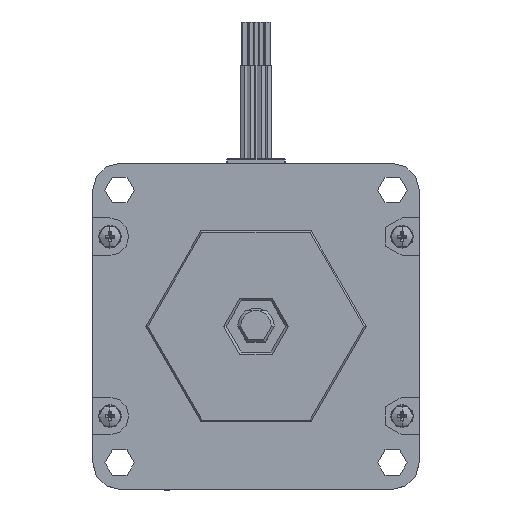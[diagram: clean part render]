
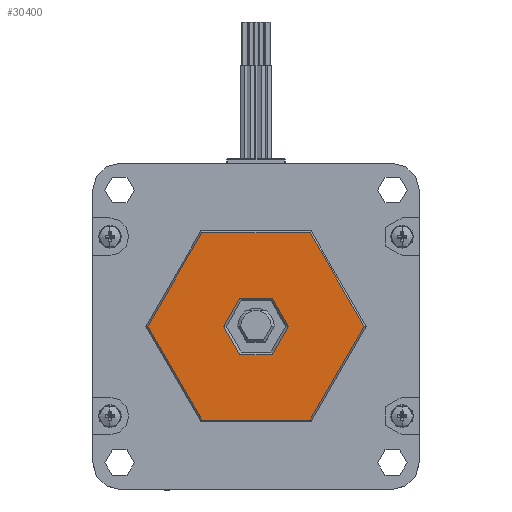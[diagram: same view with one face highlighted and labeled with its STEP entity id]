
A CAD part, top view. The second image highlights one B-rep face of the part: STEP entity #30400.
In plain terms, the highlighted planar face has unit normal (0, 0, 1).
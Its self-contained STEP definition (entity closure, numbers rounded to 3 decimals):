
#925 = CARTESIAN_POINT ( 'NONE',  ( 0., 0., 1.6 ) ) ;
#1558 = CARTESIAN_POINT ( 'NONE',  ( -5.625, 0., 1.6 ) ) ;
#3421 = AXIS2_PLACEMENT_3D ( 'NONE', #35623, #67692, #14979 ) ;
#3742 = VERTEX_POINT ( 'NONE', #66992 ) ;
#5839 = CARTESIAN_POINT ( 'NONE',  ( 0., 0., 1.6 ) ) ;
#6332 = FACE_OUTER_BOUND ( 'NONE', #27269, .T. ) ;
#7677 = DIRECTION ( 'NONE',  ( 1., 0., 0. ) ) ;
#8413 = EDGE_CURVE ( 'NONE', #3742, #65933, #57319, .T. ) ;
#9807 = AXIS2_PLACEMENT_3D ( 'NONE', #925, #11333, #43717 ) ;
#9994 = CIRCLE ( 'NONE', #3421, 18.7 ) ;
#11333 = DIRECTION ( 'NONE',  ( 0., 0., -1. ) ) ;
#11518 = ORIENTED_EDGE ( 'NONE', *, *, #30207, .T. ) ;
#14979 = DIRECTION ( 'NONE',  ( 1., 0., 0. ) ) ;
#18150 = VERTEX_POINT ( 'NONE', #33408 ) ;
#19638 = CIRCLE ( 'NONE', #9807, 5.625 ) ;
#27269 = EDGE_LOOP ( 'NONE', ( #66376, #41453 ) ) ;
#29614 = EDGE_CURVE ( 'NONE', #31175, #18150, #54052, .T. ) ;
#30207 = EDGE_CURVE ( 'NONE', #18150, #31175, #19638, .T. ) ;
#30250 = AXIS2_PLACEMENT_3D ( 'NONE', #5839, #58300, #32226 ) ;
#30400 = ADVANCED_FACE ( 'NONE', ( #6332, #31159 ), #31268, .T. ) ;
#30805 = CARTESIAN_POINT ( 'NONE',  ( 0., 0., 1.6 ) ) ;
#31159 = FACE_BOUND ( 'NONE', #34395, .T. ) ;
#31175 = VERTEX_POINT ( 'NONE', #1558 ) ;
#31268 = PLANE ( 'NONE',  #45782 ) ;
#31489 = DIRECTION ( 'NONE',  ( 0., 0., 1. ) ) ;
#32226 = DIRECTION ( 'NONE',  ( 1., 0., 0. ) ) ;
#33408 = CARTESIAN_POINT ( 'NONE',  ( 5.625, 0., 1.6 ) ) ;
#34395 = EDGE_LOOP ( 'NONE', ( #11518, #57179 ) ) ;
#35623 = CARTESIAN_POINT ( 'NONE',  ( 0., 0., 1.6 ) ) ;
#41453 = ORIENTED_EDGE ( 'NONE', *, *, #8413, .T. ) ;
#41881 = DIRECTION ( 'NONE',  ( 1., 0., 0. ) ) ;
#43717 = DIRECTION ( 'NONE',  ( 1., 0., 0. ) ) ;
#45782 = AXIS2_PLACEMENT_3D ( 'NONE', #30805, #31489, #41881 ) ;
#47034 = AXIS2_PLACEMENT_3D ( 'NONE', #50036, #65468, #7677 ) ;
#50036 = CARTESIAN_POINT ( 'NONE',  ( 0., 0., 1.6 ) ) ;
#50083 = EDGE_CURVE ( 'NONE', #65933, #3742, #9994, .T. ) ;
#54052 = CIRCLE ( 'NONE', #47034, 5.625 ) ;
#57179 = ORIENTED_EDGE ( 'NONE', *, *, #29614, .T. ) ;
#57319 = CIRCLE ( 'NONE', #30250, 18.7 ) ;
#58300 = DIRECTION ( 'NONE',  ( 0., 0., 1. ) ) ;
#61591 = CARTESIAN_POINT ( 'NONE',  ( -18.7, 0., 1.6 ) ) ;
#65468 = DIRECTION ( 'NONE',  ( 0., 0., -1. ) ) ;
#65933 = VERTEX_POINT ( 'NONE', #61591 ) ;
#66376 = ORIENTED_EDGE ( 'NONE', *, *, #50083, .T. ) ;
#66992 = CARTESIAN_POINT ( 'NONE',  ( 18.7, 0., 1.6 ) ) ;
#67692 = DIRECTION ( 'NONE',  ( 0., 0., 1. ) ) ;
